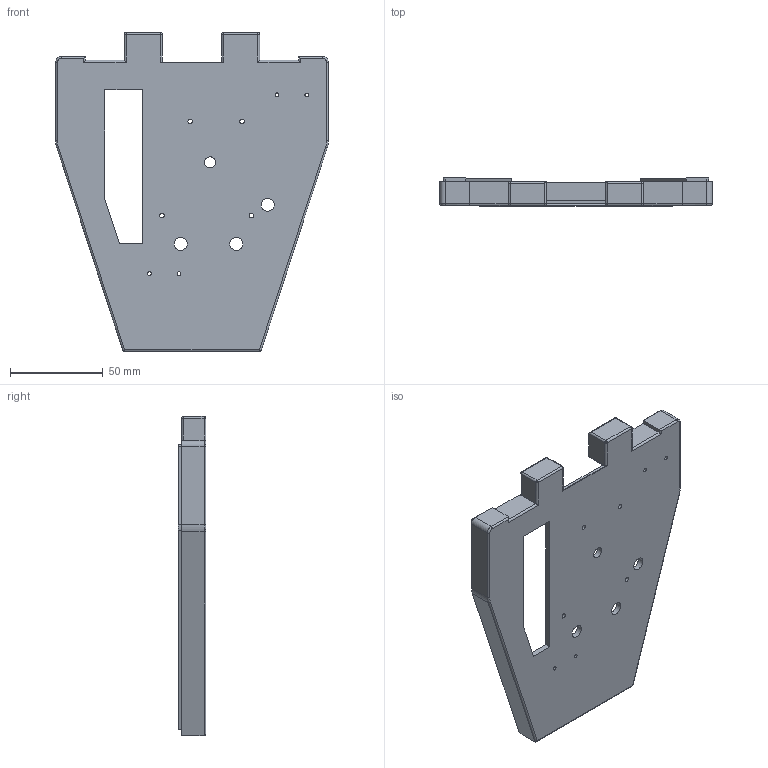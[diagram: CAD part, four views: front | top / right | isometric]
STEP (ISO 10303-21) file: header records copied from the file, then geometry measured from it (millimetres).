
FILE_DESCRIPTION(/* description */ (''),/* implementation_level */ '2;1');
FILE_NAME(/* name */ 'layer-platform-v3.step',/* time_stamp */ '2025-04-09T17:07:32+02:00',/* author */ (''),/* organization */ (''),/* preprocessor_version */ 'ST-DEVELOPER v20.1',/* originating_system */ 'Autodesk Translation Framework v14.4.0.0',/* authorisation */ '');
FILE_SCHEMA (('AUTOMOTIVE_DESIGN { 1 0 10303 214 3 1 1 }','FEATURE_BASED_PROCESS_PLANNING'));
Length unit declared in the file: millimetre
Products named in the file (1): Blitzer_Dust_Shield
Bounding box: 147 x 15 x 172 mm (x, y, z)
Volume: 69725.4 mm3; surface area: 51128.5 mm2
Topology: 1 solids, 1 shells, 119 faces, 308 edges, 191 vertices
Faces by surface type: plane 59, cylinder 50, sphere 6, torus 4
Full cylindrical faces by diameter (mm): 1.9 x2, 2 x2, 2.5 x4, 6 x1, 7 x3
Entity records: 3709 total; most frequent: CARTESIAN_POINT 663, DIRECTION 634, ORIENTED_EDGE 616, EDGE_CURVE 308, LINE 214, VECTOR 214, AXIS2_PLACEMENT_3D 210, VERTEX_POINT 191
